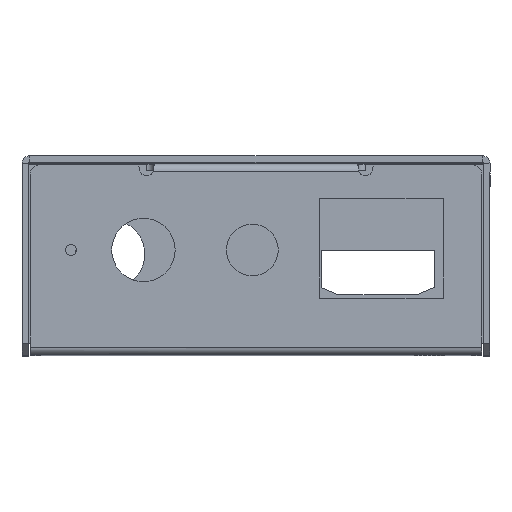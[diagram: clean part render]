
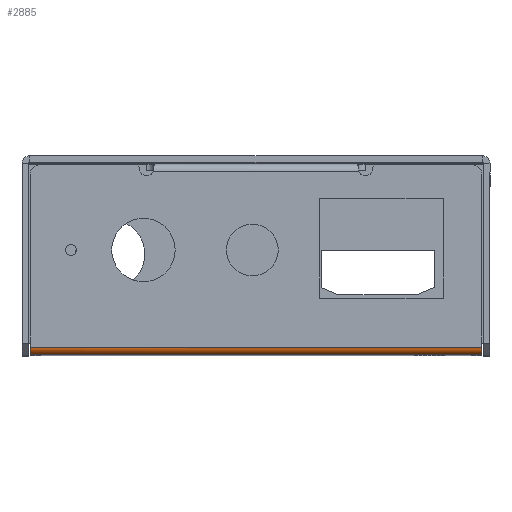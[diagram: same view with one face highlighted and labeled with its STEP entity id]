
A CAD part, top view. The second image highlights one B-rep face of the part: STEP entity #2885.
In plain terms, the highlighted cylindrical face has radius 1.067 mm (diameter 2.134 mm), a partial arc.
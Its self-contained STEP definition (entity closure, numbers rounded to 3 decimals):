
#809 = LINE ( 'NONE', #810, #11411 ) ;
#810 = CARTESIAN_POINT ( 'NONE',  ( -29.82, -1.067, -39.497 ) ) ;
#827 = DIRECTION ( 'NONE',  ( -1., 0., 0. ) ) ;
#1921 = EDGE_CURVE ( 'NONE', #4173, #4136, #10854, .T. ) ;
#1924 = EDGE_CURVE ( 'NONE', #6883, #4173, #9806, .T. ) ;
#1926 = EDGE_CURVE ( 'NONE', #4136, #6873, #9340, .T. ) ;
#2885 = ADVANCED_FACE ( 'NONE', ( #13179 ), #13178, .T. ) ;
#3347 = EDGE_CURVE ( 'NONE', #6883, #6873, #809, .T. ) ;
#4136 = VERTEX_POINT ( 'NONE', #14170 ) ;
#4173 = VERTEX_POINT ( 'NONE', #14207 ) ;
#5237 = EDGE_LOOP ( 'NONE', ( #9091, #9092, #9093, #9094 ) ) ;
#6873 = VERTEX_POINT ( 'NONE', #15295 ) ;
#6883 = VERTEX_POINT ( 'NONE', #15303 ) ;
#7948 = AXIS2_PLACEMENT_3D ( 'NONE', #13180, #13176, #13181 ) ;
#9091 = ORIENTED_EDGE ( 'NONE', *, *, #1926, .F. ) ;
#9092 = ORIENTED_EDGE ( 'NONE', *, *, #1921, .F. ) ;
#9093 = ORIENTED_EDGE ( 'NONE', *, *, #1924, .F. ) ;
#9094 = ORIENTED_EDGE ( 'NONE', *, *, #3347, .T. ) ;
#9340 = B_SPLINE_CURVE_WITH_KNOTS ( 'NONE', 3,
 ( #10873, #10868, #10869, #10874, #10875, #10876, #10877, #10878, #10879, #10880 ),
 .UNSPECIFIED., .F., .F.,
 ( 4, 2, 2, 2, 4 ),
 ( 0., 0.25, 0.5, 0.75, 1. ),
 .UNSPECIFIED. ) ;
#9771 = VECTOR ( 'NONE', #10856, 1000. ) ;
#9806 = CIRCLE ( 'NONE', #9858, 1.067 ) ;
#9858 = AXIS2_PLACEMENT_3D ( 'NONE', #10865, #10866, #10867 ) ;
#10854 = LINE ( 'NONE', #10855, #9771 ) ;
#10855 = CARTESIAN_POINT ( 'NONE',  ( -29.82, 0., -38.431 ) ) ;
#10856 = DIRECTION ( 'NONE',  ( -1., 0., 0. ) ) ;
#10865 = CARTESIAN_POINT ( 'NONE',  ( 31.09, -1.067, -38.431 ) ) ;
#10866 = DIRECTION ( 'NONE',  ( 1., 0., 0. ) ) ;
#10867 = DIRECTION ( 'NONE',  ( 0., 0., -1. ) ) ;
#10868 = CARTESIAN_POINT ( 'NONE',  ( -31.09, 0., -38.57 ) ) ;
#10869 = CARTESIAN_POINT ( 'NONE',  ( -31.09, -0.028, -38.71 ) ) ;
#10873 = CARTESIAN_POINT ( 'NONE',  ( -31.09, 0., -38.431 ) ) ;
#10874 = CARTESIAN_POINT ( 'NONE',  ( -31.09, -0.135, -38.968 ) ) ;
#10875 = CARTESIAN_POINT ( 'NONE',  ( -31.09, -0.214, -39.086 ) ) ;
#10876 = CARTESIAN_POINT ( 'NONE',  ( -31.09, -0.411, -39.284 ) ) ;
#10877 = CARTESIAN_POINT ( 'NONE',  ( -31.09, -0.53, -39.363 ) ) ;
#10878 = CARTESIAN_POINT ( 'NONE',  ( -31.09, -0.788, -39.47 ) ) ;
#10879 = CARTESIAN_POINT ( 'NONE',  ( -31.09, -0.927, -39.497 ) ) ;
#10880 = CARTESIAN_POINT ( 'NONE',  ( -31.09, -1.067, -39.497 ) ) ;
#11411 = VECTOR ( 'NONE', #827, 1000. ) ;
#13176 = DIRECTION ( 'NONE',  ( 1., 0., 0. ) ) ;
#13178 = CYLINDRICAL_SURFACE ( 'NONE', #7948, 1.067 ) ;
#13179 = FACE_OUTER_BOUND ( 'NONE', #5237, .T. ) ;
#13180 = CARTESIAN_POINT ( 'NONE',  ( -62.188, -1.067, -38.431 ) ) ;
#13181 = DIRECTION ( 'NONE',  ( 0., 0., -1. ) ) ;
#14170 = CARTESIAN_POINT ( 'NONE',  ( -31.09, 0., -38.431 ) ) ;
#14207 = CARTESIAN_POINT ( 'NONE',  ( 31.09, 0., -38.431 ) ) ;
#15295 = CARTESIAN_POINT ( 'NONE',  ( -31.09, -1.067, -39.497 ) ) ;
#15303 = CARTESIAN_POINT ( 'NONE',  ( 31.09, -1.067, -39.497 ) ) ;
